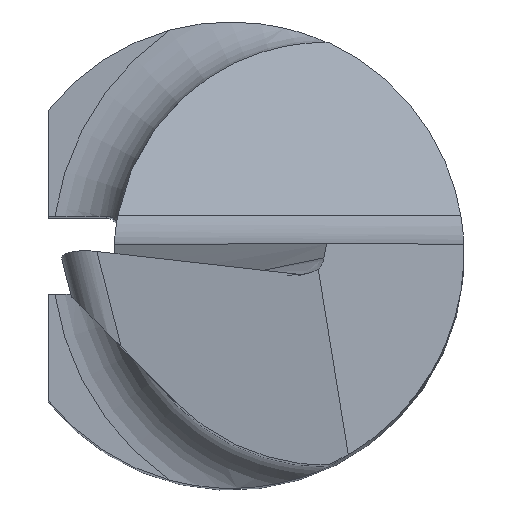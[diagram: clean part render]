
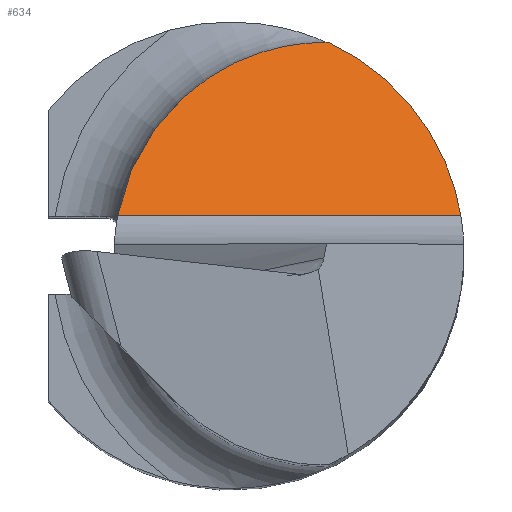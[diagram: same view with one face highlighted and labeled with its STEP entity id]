
A CAD part, top view. The second image highlights one B-rep face of the part: STEP entity #634.
In plain terms, the highlighted planar face has unit normal (0, 0.766, 0.643).
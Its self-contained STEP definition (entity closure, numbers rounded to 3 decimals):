
#12 = EDGE_LOOP ( 'NONE', ( #656, #412, #798, #1036 ) ) ;
#27 = VERTEX_POINT ( 'NONE', #1066 ) ;
#67 = CARTESIAN_POINT ( 'NONE',  ( 2.959, 0.494, 25.458 ) ) ;
#85 = CARTESIAN_POINT ( 'NONE',  ( 1.195, 2.725, 22.8 ) ) ;
#100 = EDGE_CURVE ( 'NONE', #27, #528, #334, .T. ) ;
#106 = CARTESIAN_POINT ( 'NONE',  ( 1.235, 2.725, 22.8 ) ) ;
#107 = CARTESIAN_POINT ( 'NONE',  ( -3., 0.494, 25.458 ) ) ;
#116 = VECTOR ( 'NONE', #470, 1000. ) ;
#146 = CARTESIAN_POINT ( 'NONE',  ( -1.455, 0.494, 25.458 ) ) ;
#220 = CARTESIAN_POINT ( 'NONE',  ( -1.455, 0.494, 25.458 ) ) ;
#247 = FACE_OUTER_BOUND ( 'NONE', #12, .T. ) ;
#290 = CARTESIAN_POINT ( 'NONE',  ( 1.195, 2.725, 22.8 ) ) ;
#301 = LINE ( 'NONE', #107, #116 ) ;
#332 = B_SPLINE_CURVE_WITH_KNOTS ( 'NONE', 3,
 ( #290, #743, #106, #662 ),
 .UNSPECIFIED., .F., .F.,
 ( 4, 4 ),
 ( 0., 1. ),
 .UNSPECIFIED. ) ;
#334 =( BOUNDED_CURVE ( )  B_SPLINE_CURVE ( 3, ( #740, #1098, #894, #67 ),
 .UNSPECIFIED., .F., .T. ) 
 B_SPLINE_CURVE_WITH_KNOTS ( ( 4, 4 ),
 ( 0.432, 1.405 ),
 .UNSPECIFIED. ) 
 CURVE ( )  GEOMETRIC_REPRESENTATION_ITEM ( )  RATIONAL_B_SPLINE_CURVE ( ( 1., 0.923, 0.923, 1. ) ) 
 REPRESENTATION_ITEM ( '' )  );
#338 = DIRECTION ( 'NONE',  ( 0., -0.766, -0.643 ) ) ;
#412 = ORIENTED_EDGE ( 'NONE', *, *, #630, .F. ) ;
#419 = EDGE_CURVE ( 'NONE', #1135, #27, #332, .T. ) ;
#437 = VERTEX_POINT ( 'NONE', #220 ) ;
#470 = DIRECTION ( 'NONE',  ( 1., 0., 0. ) ) ;
#510 =( BOUNDED_CURVE ( )  B_SPLINE_CURVE ( 3, ( #146, #986, #1144, #609 ),
 .UNSPECIFIED., .F., .T. ) 
 B_SPLINE_CURVE_WITH_KNOTS ( ( 4, 4 ),
 ( 4.895, 6.272 ),
 .UNSPECIFIED. ) 
 CURVE ( )  GEOMETRIC_REPRESENTATION_ITEM ( )  RATIONAL_B_SPLINE_CURVE ( ( 1., 0.848, 0.848, 1. ) ) 
 REPRESENTATION_ITEM ( '' )  );
#528 = VERTEX_POINT ( 'NONE', #1057 ) ;
#560 = AXIS2_PLACEMENT_3D ( 'NONE', #900, #338, #703 ) ;
#609 = CARTESIAN_POINT ( 'NONE',  ( 1.195, 2.725, 22.8 ) ) ;
#630 = EDGE_CURVE ( 'NONE', #437, #1135, #510, .T. ) ;
#634 = ADVANCED_FACE ( 'NONE', ( #247 ), #973, .F. ) ;
#656 = ORIENTED_EDGE ( 'NONE', *, *, #419, .F. ) ;
#662 = CARTESIAN_POINT ( 'NONE',  ( 1.255, 2.725, 22.8 ) ) ;
#703 = DIRECTION ( 'NONE',  ( 0., 0.643, -0.766 ) ) ;
#740 = CARTESIAN_POINT ( 'NONE',  ( 1.255, 2.725, 22.8 ) ) ;
#743 = CARTESIAN_POINT ( 'NONE',  ( 1.215, 2.725, 22.8 ) ) ;
#798 = ORIENTED_EDGE ( 'NONE', *, *, #1095, .T. ) ;
#894 = CARTESIAN_POINT ( 'NONE',  ( 2.792, 1.495, 24.266 ) ) ;
#900 = CARTESIAN_POINT ( 'NONE',  ( -3., 0.494, 25.458 ) ) ;
#973 = PLANE ( 'NONE',  #560 ) ;
#986 = CARTESIAN_POINT ( 'NONE',  ( -1.208, 1.833, 23.863 ) ) ;
#1036 = ORIENTED_EDGE ( 'NONE', *, *, #100, .F. ) ;
#1057 = CARTESIAN_POINT ( 'NONE',  ( 2.959, 0.494, 25.458 ) ) ;
#1066 = CARTESIAN_POINT ( 'NONE',  ( 1.255, 2.725, 22.8 ) ) ;
#1095 = EDGE_CURVE ( 'NONE', #437, #528, #301, .T. ) ;
#1098 = CARTESIAN_POINT ( 'NONE',  ( 2.176, 2.301, 23.306 ) ) ;
#1135 = VERTEX_POINT ( 'NONE', #85 ) ;
#1144 = CARTESIAN_POINT ( 'NONE',  ( -0.166, 2.71, 22.818 ) ) ;
